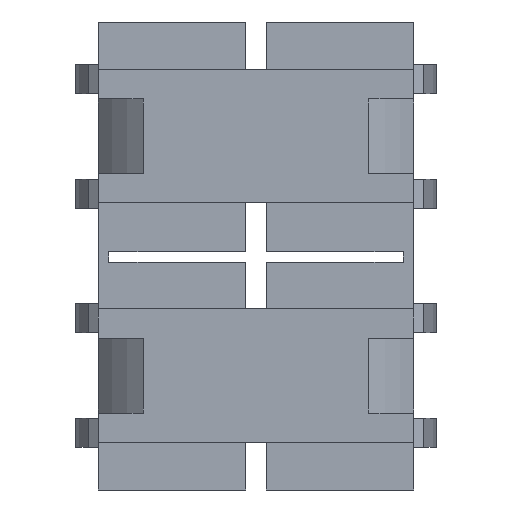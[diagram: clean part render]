
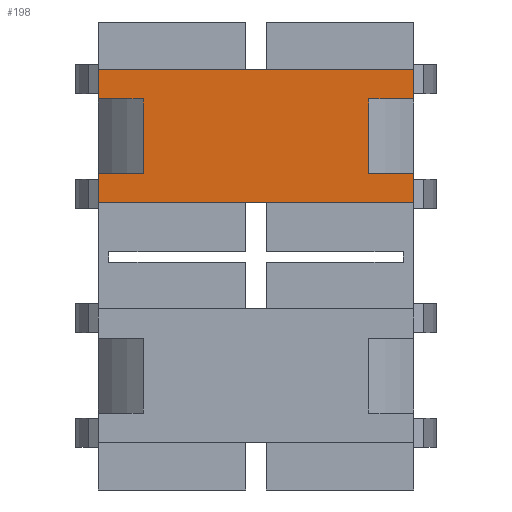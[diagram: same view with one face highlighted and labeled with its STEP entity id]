
A CAD part, left-side view. The second image highlights one B-rep face of the part: STEP entity #198.
In plain terms, the highlighted planar face has unit normal (-1, 0, 0).
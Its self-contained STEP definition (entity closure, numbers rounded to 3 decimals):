
#198 = ADVANCED_FACE( '', ( #503 ), #504, .T. );
#503 = FACE_OUTER_BOUND( '', #922, .T. );
#504 = PLANE( '', #923 );
#922 = EDGE_LOOP( '', ( #1441, #1442, #1443, #1444, #1445, #1446, #1447, #1448, #1449, #1450, #1451, #1452 ) );
#923 = AXIS2_PLACEMENT_3D( '', #1453, #1454, #1455 );
#1441 = ORIENTED_EDGE( '', *, *, #2682, .F. );
#1442 = ORIENTED_EDGE( '', *, *, #2683, .F. );
#1443 = ORIENTED_EDGE( '', *, *, #2684, .F. );
#1444 = ORIENTED_EDGE( '', *, *, #2685, .T. );
#1445 = ORIENTED_EDGE( '', *, *, #2686, .F. );
#1446 = ORIENTED_EDGE( '', *, *, #2687, .F. );
#1447 = ORIENTED_EDGE( '', *, *, #2688, .F. );
#1448 = ORIENTED_EDGE( '', *, *, #2689, .F. );
#1449 = ORIENTED_EDGE( '', *, *, #2690, .F. );
#1450 = ORIENTED_EDGE( '', *, *, #2691, .F. );
#1451 = ORIENTED_EDGE( '', *, *, #2692, .F. );
#1452 = ORIENTED_EDGE( '', *, *, #2693, .T. );
#1453 = CARTESIAN_POINT( '', ( -15.75, 15.15, -45. ) );
#1454 = DIRECTION( '', ( -1., 0., 0. ) );
#1455 = DIRECTION( '', ( 0., 0., 1. ) );
#2682 = EDGE_CURVE( '', #3280, #3281, #3282, .T. );
#2683 = EDGE_CURVE( '', #3283, #3280, #3284, .F. );
#2684 = EDGE_CURVE( '', #3285, #3283, #3286, .T. );
#2685 = EDGE_CURVE( '', #3285, #3287, #3288, .T. );
#2686 = EDGE_CURVE( '', #3289, #3287, #3290, .T. );
#2687 = EDGE_CURVE( '', #3291, #3289, #3292, .T. );
#2688 = EDGE_CURVE( '', #3293, #3291, #3294, .T. );
#2689 = EDGE_CURVE( '', #3295, #3293, #3296, .T. );
#2690 = EDGE_CURVE( '', #3297, #3295, #3298, .T. );
#2691 = EDGE_CURVE( '', #3299, #3297, #3300, .T. );
#2692 = EDGE_CURVE( '', #3301, #3299, #3302, .T. );
#2693 = EDGE_CURVE( '', #3301, #3281, #3303, .T. );
#3280 = VERTEX_POINT( '', #4125 );
#3281 = VERTEX_POINT( '', #4126 );
#3282 = LINE( '', #4127, #4128 );
#3283 = VERTEX_POINT( '', #4129 );
#3284 = LINE( '', #4130, #4131 );
#3285 = VERTEX_POINT( '', #4132 );
#3286 = LINE( '', #4133, #4134 );
#3287 = VERTEX_POINT( '', #4135 );
#3288 = LINE( '', #4136, #4137 );
#3289 = VERTEX_POINT( '', #4138 );
#3290 = LINE( '', #4139, #4140 );
#3291 = VERTEX_POINT( '', #4141 );
#3292 = LINE( '', #4142, #4143 );
#3293 = VERTEX_POINT( '', #4144 );
#3294 = LINE( '', #4145, #4146 );
#3295 = VERTEX_POINT( '', #4147 );
#3296 = LINE( '', #4148, #4149 );
#3297 = VERTEX_POINT( '', #4150 );
#3298 = LINE( '', #4151, #4152 );
#3299 = VERTEX_POINT( '', #4153 );
#3300 = LINE( '', #4154, #4155 );
#3301 = VERTEX_POINT( '', #4156 );
#3302 = LINE( '', #4157, #4158 );
#3303 = LINE( '', #4159, #4160 );
#4125 = CARTESIAN_POINT( '', ( -15.75, -10.849, -14.6 ) );
#4126 = CARTESIAN_POINT( '', ( -15.75, -15.15, -14.6 ) );
#4127 = CARTESIAN_POINT( '', ( -15.75, 15.15, -14.6 ) );
#4128 = VECTOR( '', #5087, 1000. );
#4129 = CARTESIAN_POINT( '', ( -15.75, -10.849, -7.4 ) );
#4130 = CARTESIAN_POINT( '', ( -15.75, -10.849, 50. ) );
#4131 = VECTOR( '', #5088, 1000. );
#4132 = CARTESIAN_POINT( '', ( -15.75, -15.15, -7.4 ) );
#4133 = CARTESIAN_POINT( '', ( -15.75, 15.15, -7.4 ) );
#4134 = VECTOR( '', #5089, 1000. );
#4135 = CARTESIAN_POINT( '', ( -15.75, -15.15, -4.6 ) );
#4136 = CARTESIAN_POINT( '', ( -15.75, -15.15, -45. ) );
#4137 = VECTOR( '', #5090, 1000. );
#4138 = CARTESIAN_POINT( '', ( -15.75, 15.15, -4.6 ) );
#4139 = CARTESIAN_POINT( '', ( -15.75, 15.15, -4.6 ) );
#4140 = VECTOR( '', #5091, 1000. );
#4141 = CARTESIAN_POINT( '', ( -15.75, 15.15, -7.4 ) );
#4142 = CARTESIAN_POINT( '', ( -15.75, 15.15, -45. ) );
#4143 = VECTOR( '', #5092, 1000. );
#4144 = CARTESIAN_POINT( '', ( -15.75, 10.849, -7.4 ) );
#4145 = CARTESIAN_POINT( '', ( -15.75, 15.15, -7.4 ) );
#4146 = VECTOR( '', #5093, 1000. );
#4147 = CARTESIAN_POINT( '', ( -15.75, 10.849, -14.6 ) );
#4148 = CARTESIAN_POINT( '', ( -15.75, 10.849, 50. ) );
#4149 = VECTOR( '', #5094, 1000. );
#4150 = CARTESIAN_POINT( '', ( -15.75, 15.15, -14.6 ) );
#4151 = CARTESIAN_POINT( '', ( -15.75, 15.15, -14.6 ) );
#4152 = VECTOR( '', #5095, 1000. );
#4153 = CARTESIAN_POINT( '', ( -15.75, 15.15, -17.39 ) );
#4154 = CARTESIAN_POINT( '', ( -15.75, 15.15, -45. ) );
#4155 = VECTOR( '', #5096, 1000. );
#4156 = CARTESIAN_POINT( '', ( -15.75, -15.15, -17.39 ) );
#4157 = CARTESIAN_POINT( '', ( -15.75, 15.15, -17.39 ) );
#4158 = VECTOR( '', #5097, 1000. );
#4159 = CARTESIAN_POINT( '', ( -15.75, -15.15, -45. ) );
#4160 = VECTOR( '', #5098, 1000. );
#5087 = DIRECTION( '', ( 0., -1., 0. ) );
#5088 = DIRECTION( '', ( 0., 0., 1. ) );
#5089 = DIRECTION( '', ( 0., 1., 0. ) );
#5090 = DIRECTION( '', ( 0., 0., 1. ) );
#5091 = DIRECTION( '', ( 0., -1., 0. ) );
#5092 = DIRECTION( '', ( 0., 0., 1. ) );
#5093 = DIRECTION( '', ( 0., 1., 0. ) );
#5094 = DIRECTION( '', ( 0., 0., 1. ) );
#5095 = DIRECTION( '', ( 0., -1., 0. ) );
#5096 = DIRECTION( '', ( 0., 0., 1. ) );
#5097 = DIRECTION( '', ( 0., 1., 0. ) );
#5098 = DIRECTION( '', ( 0., 0., 1. ) );
